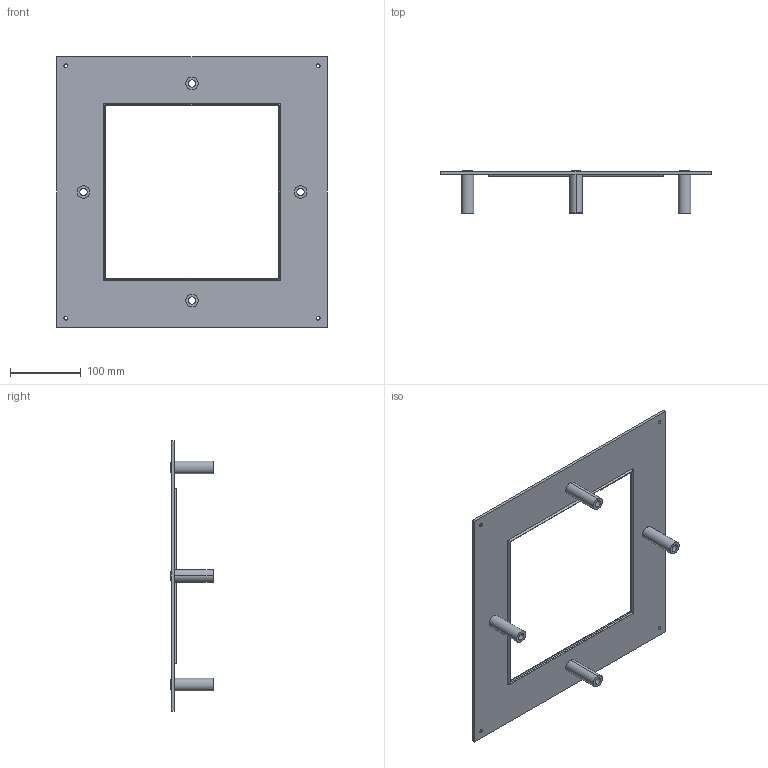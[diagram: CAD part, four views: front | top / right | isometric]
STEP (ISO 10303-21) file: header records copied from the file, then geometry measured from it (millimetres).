
FILE_DESCRIPTION (( 'STEP AP214' ), '1' );
FILE_NAME ('7401410.STEP', '2019-12-19T13:35:26', ( '' ), ( '' ), 'SwSTEP 2.0', 'SolidWorks 2018', '' );
FILE_SCHEMA (( 'AUTOMOTIVE_DESIGN' ));
Length unit declared in the file: millimetre
Products named in the file (3): 7401410; 42853F_Standard; 002360_Standard
Assembly tree (5 placements, depth 2):
  7401410
    002360_Standard
    42853F_Standard  x4
Bounding box: 382 x 59.8 x 382 mm (x, y, z)
Volume: 375755 mm3; surface area: 209729.6 mm2
Topology: 5 solids, 5 shells, 112 faces, 260 edges, 168 vertices
Faces by surface type: cylinder 56, plane 40, cone 16
Entity records: 2444 total; most frequent: CARTESIAN_POINT 452, DIRECTION 400, ORIENTED_EDGE 376, EDGE_CURVE 188, AXIS2_PLACEMENT_3D 148, VERTEX_POINT 120, LINE 104, VECTOR 104
